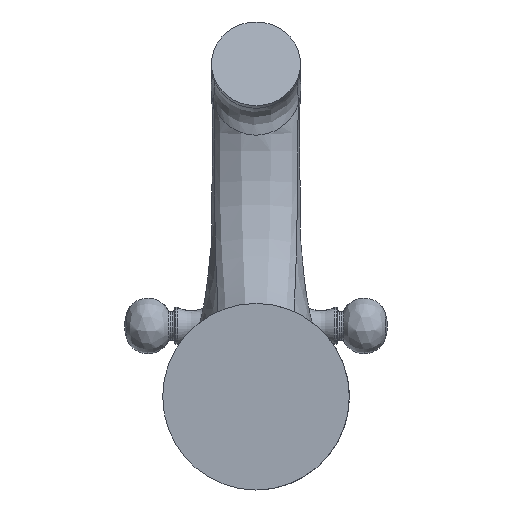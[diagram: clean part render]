
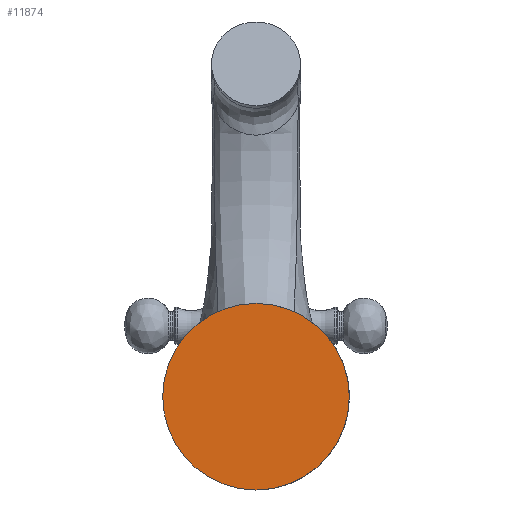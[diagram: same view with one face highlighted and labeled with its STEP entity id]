
A CAD part, front view. The second image highlights one B-rep face of the part: STEP entity #11874.
In plain terms, the highlighted planar face has unit normal (0, -1, 0).
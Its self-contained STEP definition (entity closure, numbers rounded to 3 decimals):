
#615=CARTESIAN_POINT('',(0.,0.,0.));
#616=DIRECTION('',(0.,-1.,0.));
#617=DIRECTION('',(0.,0.,-1.));
#618=AXIS2_PLACEMENT_3D('',#615,#616,#617);
#620=CARTESIAN_POINT('',(0.,0.,0.));
#621=DIRECTION('',(0.,-1.,0.));
#622=DIRECTION('',(0.,0.,1.));
#623=AXIS2_PLACEMENT_3D('',#620,#621,#622);
#7734=CARTESIAN_POINT('',(0.,0.,-22.75));
#7735=VERTEX_POINT('',#7734);
#7736=CARTESIAN_POINT('',(0.,0.,22.75));
#7737=VERTEX_POINT('',#7736);
#11865=CARTESIAN_POINT('',(0.,0.,0.));
#11866=DIRECTION('',(0.,1.,0.));
#11867=DIRECTION('',(0.,0.,1.));
#11868=AXIS2_PLACEMENT_3D('',#11865,#11866,#11867);
#11869=PLANE('',#11868);
#11870=ORIENTED_EDGE('',*,*,#11853,.F.);
#11871=ORIENTED_EDGE('',*,*,#11832,.F.);
#11872=EDGE_LOOP('',(#11870,#11871));
#11873=FACE_OUTER_BOUND('',#11872,.F.);
#11874=ADVANCED_FACE('',(#11873),#11869,.F.);
#619=CIRCLE('',#618,22.75);
#624=CIRCLE('',#623,22.75);
#11832=EDGE_CURVE('',#7737,#7735,#624,.T.);
#11853=EDGE_CURVE('',#7735,#7737,#619,.T.);
